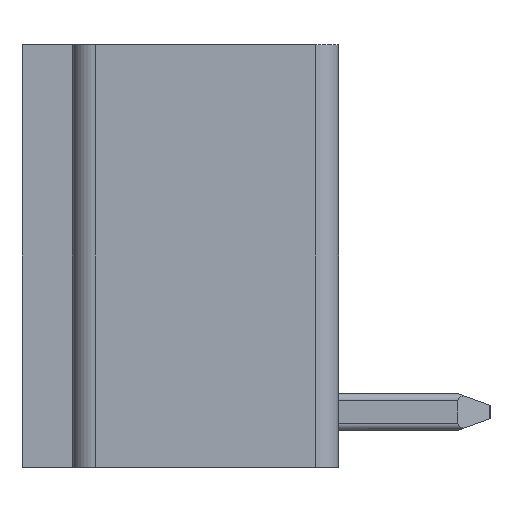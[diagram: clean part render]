
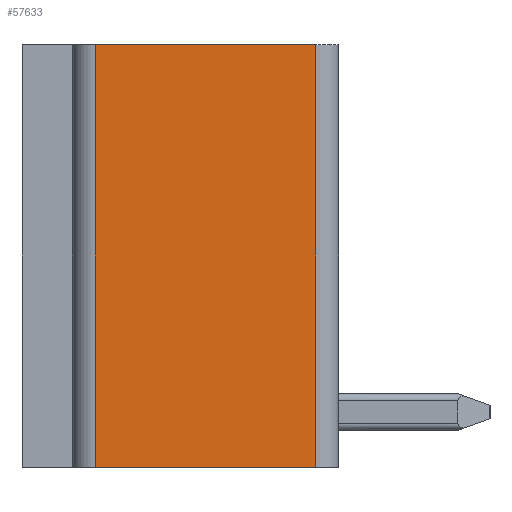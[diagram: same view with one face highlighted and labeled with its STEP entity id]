
A CAD part, left-side view. The second image highlights one B-rep face of the part: STEP entity #57633.
In plain terms, the highlighted planar face has unit normal (-1, 0, 0).
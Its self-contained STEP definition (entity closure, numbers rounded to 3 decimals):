
#56940=CARTESIAN_POINT('',(-21.991,-2.241,-8.414));
#56941=VERTEX_POINT('',#56940);
#56949=CARTESIAN_POINT('',(-21.991,2.149,-8.414));
#56950=VERTEX_POINT('',#56949);
#56951=CARTESIAN_POINT('',(-21.991,-2.241,-8.414));
#56952=DIRECTION('',(0.,1.,0.));
#56953=VECTOR('',#56952,4.39);
#56954=LINE('',#56951,#56953);
#56955=EDGE_CURVE('',#56941,#56950,#56954,.T.);
#57166=CARTESIAN_POINT('',(-21.991,2.149,0.));
#57167=VERTEX_POINT('',#57166);
#57175=CARTESIAN_POINT('',(-21.991,-2.241,0.));
#57176=VERTEX_POINT('',#57175);
#57177=CARTESIAN_POINT('',(-21.991,2.149,0.));
#57178=DIRECTION('',(0.,-1.,0.));
#57179=VECTOR('',#57178,4.39);
#57180=LINE('',#57177,#57179);
#57181=EDGE_CURVE('',#57167,#57176,#57180,.T.);
#57605=CARTESIAN_POINT('',(-21.991,2.149,-8.414));
#57606=DIRECTION('',(0.,0.,1.));
#57607=VECTOR('',#57606,8.414);
#57608=LINE('',#57605,#57607);
#57609=EDGE_CURVE('',#56950,#57167,#57608,.T.);
#57617=CARTESIAN_POINT('',(-21.991,3.613,0.));
#57618=DIRECTION('',(0.,-1.,0.));
#57619=DIRECTION('',(-1.,0.,0.));
#57620=AXIS2_PLACEMENT_3D('',#57617,#57619,#57618);
#57621=PLANE('',#57620);
#57622=ORIENTED_EDGE('',*,*,#56955,.F.);
#57623=CARTESIAN_POINT('',(-21.991,-2.241,-8.414));
#57624=DIRECTION('',(0.,0.,1.));
#57625=VECTOR('',#57624,8.414);
#57626=LINE('',#57623,#57625);
#57627=EDGE_CURVE('',#56941,#57176,#57626,.T.);
#57628=ORIENTED_EDGE('',*,*,#57627,.T.);
#57629=ORIENTED_EDGE('',*,*,#57181,.F.);
#57630=ORIENTED_EDGE('',*,*,#57609,.F.);
#57631=EDGE_LOOP('',(#57622,#57628,#57629,#57630));
#57632=FACE_OUTER_BOUND('',#57631,.T.);
#57633=ADVANCED_FACE('',(#57632),#57621,.T.);
